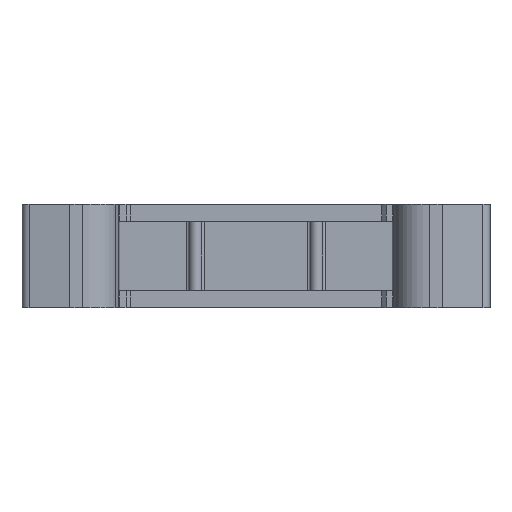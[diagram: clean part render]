
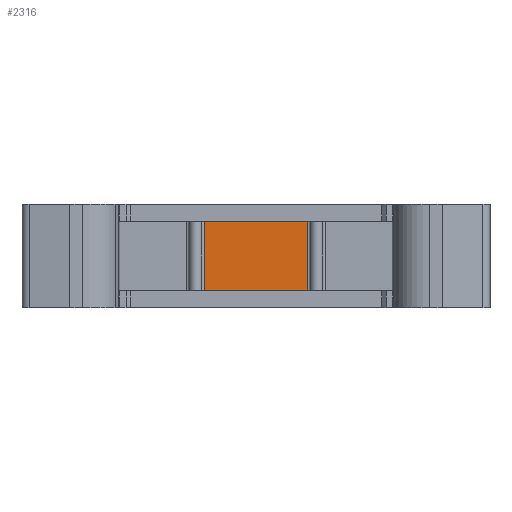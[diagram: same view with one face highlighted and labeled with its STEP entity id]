
A CAD part, front view. The second image highlights one B-rep face of the part: STEP entity #2316.
In plain terms, the highlighted planar face has unit normal (0, -1, 0).
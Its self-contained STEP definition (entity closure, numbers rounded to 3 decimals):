
#910=LINE('',#13587,#1752);
#911=LINE('',#13591,#1753);
#912=LINE('',#13594,#1754);
#913=LINE('',#13595,#1755);
#1752=VECTOR('',#10563,1.);
#1753=VECTOR('',#10568,1.);
#1754=VECTOR('',#10569,1.);
#1755=VECTOR('',#10570,1.);
#2316=ADVANCED_FACE('',(#3024),#2676,.F.);
#2676=PLANE('',#8932);
#3024=FACE_OUTER_BOUND('',#3488,.T.);
#3488=EDGE_LOOP('',(#4910,#4911,#4912,#4913));
#4910=ORIENTED_EDGE('',*,*,#7736,.T.);
#4911=ORIENTED_EDGE('',*,*,#7737,.F.);
#4912=ORIENTED_EDGE('',*,*,#7734,.T.);
#4913=ORIENTED_EDGE('',*,*,#7738,.F.);
#6729=VERTEX_POINT('',#13586);
#6730=VERTEX_POINT('',#13588);
#6731=VERTEX_POINT('',#13592);
#6732=VERTEX_POINT('',#13593);
#7734=EDGE_CURVE('',#6730,#6729,#910,.T.);
#7736=EDGE_CURVE('',#6731,#6732,#911,.T.);
#7737=EDGE_CURVE('',#6730,#6732,#912,.T.);
#7738=EDGE_CURVE('',#6731,#6729,#913,.T.);
#8932=AXIS2_PLACEMENT_3D('',#13596,#10571,#10572);
#10563=DIRECTION('',(0.,0.,-1.));
#10568=DIRECTION('',(0.,0.,1.));
#10569=DIRECTION('',(1.,0.,0.));
#10570=DIRECTION('',(-1.,0.,0.));
#10571=DIRECTION('',(0.,1.,0.));
#10572=DIRECTION('',(0.,0.,1.));
#13586=CARTESIAN_POINT('',(-5.994,-14.45,-4.));
#13587=CARTESIAN_POINT('',(-5.994,-14.45,0.));
#13588=CARTESIAN_POINT('',(-5.994,-14.45,4.));
#13591=CARTESIAN_POINT('',(5.994,-14.45,-4.));
#13592=CARTESIAN_POINT('',(5.994,-14.45,-4.));
#13593=CARTESIAN_POINT('',(5.994,-14.45,4.));
#13594=CARTESIAN_POINT('',(-5.994,-14.45,4.));
#13595=CARTESIAN_POINT('',(5.994,-14.45,-4.));
#13596=CARTESIAN_POINT('',(0.,-14.45,0.));
